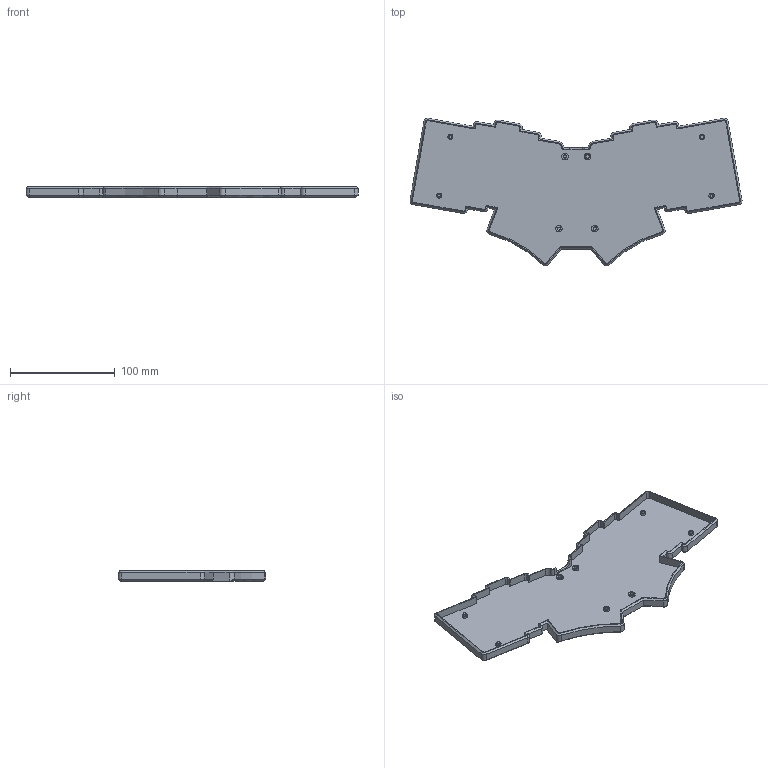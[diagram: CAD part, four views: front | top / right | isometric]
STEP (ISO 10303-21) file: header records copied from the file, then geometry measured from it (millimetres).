
FILE_DESCRIPTION(/* description */ (''),/* implementation_level */ '2;1');
FILE_NAME(/* name */ 'Bottom Case.step',/* time_stamp */ '2024-04-29T12:03:37+02:00',/* author */ (''),/* organization */ (''),/* preprocessor_version */ 'ST-DEVELOPER v20',/* originating_system */ 'Autodesk Translation Framework v12.20.1.177',/* authorisation */ '');
FILE_SCHEMA (('AUTOMOTIVE_DESIGN { 1 0 10303 214 3 1 1 }'));
Length unit declared in the file: millimetre
Products named in the file (1): Phoenix KBD
Bounding box: 316.47 x 140.46 x 10 mm (x, y, z)
Volume: 87309.7 mm3; surface area: 74527.3 mm2
Topology: 1 solids, 1 shells, 395 faces, 964 edges, 602 vertices
Faces by surface type: plane 216, cylinder 99, cone 54, bspline 26
Full cylindrical faces by diameter (mm): 2.9 x4, 3.2 x4, 5 x13, 6.2 x4
Entity records: 11842 total; most frequent: CARTESIAN_POINT 2547, ORIENTED_EDGE 1928, DIRECTION 1871, EDGE_CURVE 964, LINE 627, VECTOR 627, AXIS2_PLACEMENT_3D 622, VERTEX_POINT 602
